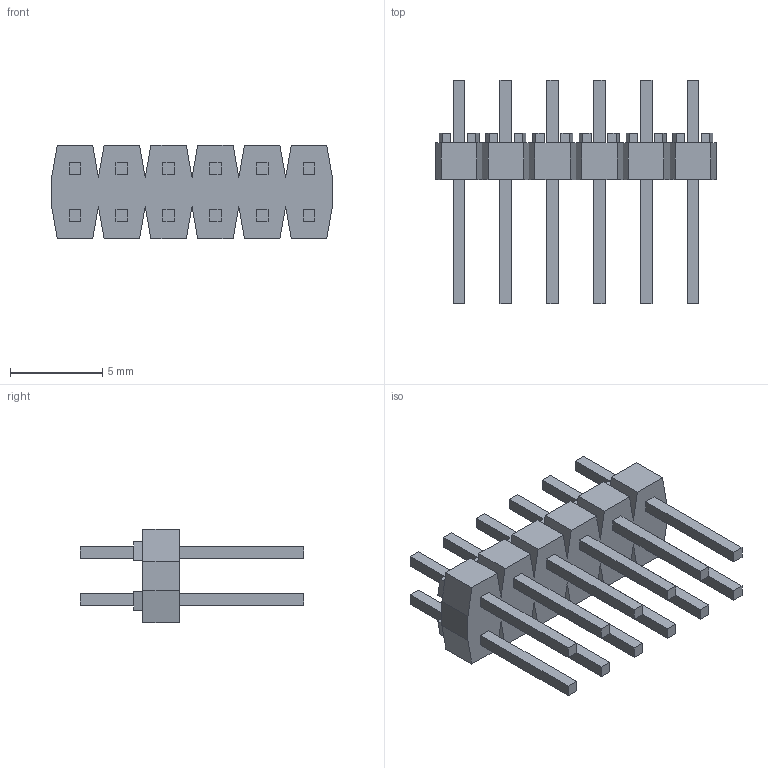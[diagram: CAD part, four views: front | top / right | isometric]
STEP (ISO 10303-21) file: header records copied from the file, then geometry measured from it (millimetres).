
FILE_DESCRIPTION(('STEP AP214'),'1');
FILE_NAME(' ',' ',('TraceParts'),('TraceParts S.A.'),'XStep 1.0',' ',' ');
FILE_SCHEMA(('automotive_design'));
Length unit declared in the file: millimetre
Products named in the file (25): 901310126
Bounding box: 15.24 x 12.15 x 5.08 mm (x, y, z)
Volume: 197.7 mm3; surface area: 626.1 mm2
Topology: 1 solids, 1 shells, 280 faces, 714 edges, 508 vertices
Faces by surface type: plane 280
Entity records: 8733 total; most frequent: CARTESIAN_POINT 1527, ORIENTED_EDGE 1380, DIRECTION 1348, EDGE_CURVE 690, LINE 690, VECTOR 690, VERTEX_POINT 460, AXIS2_PLACEMENT_3D 329
